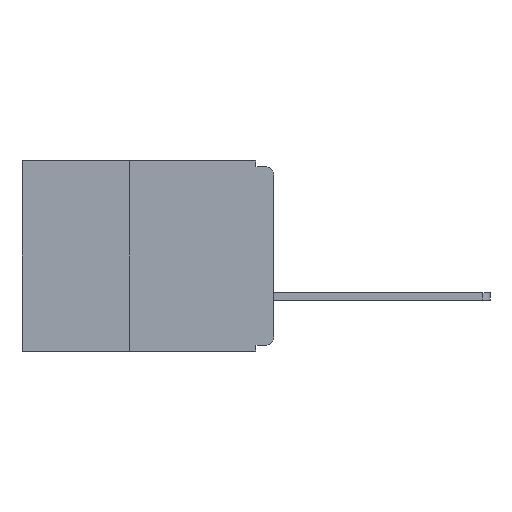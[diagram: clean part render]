
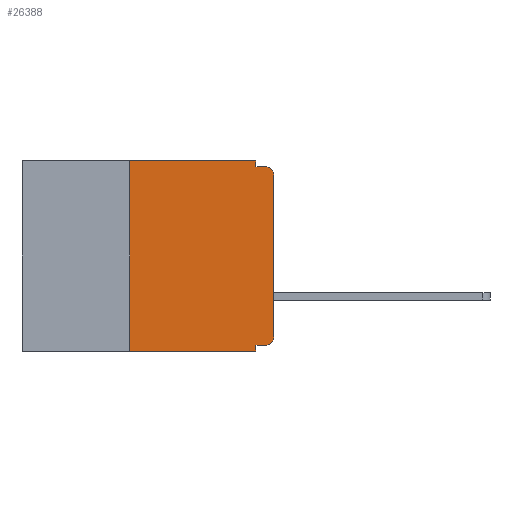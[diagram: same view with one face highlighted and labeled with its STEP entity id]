
A CAD part, left-side view. The second image highlights one B-rep face of the part: STEP entity #26388.
In plain terms, the highlighted planar face has unit normal (-1, 0, 0).
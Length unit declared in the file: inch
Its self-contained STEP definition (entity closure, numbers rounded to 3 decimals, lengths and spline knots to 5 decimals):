
#240 = AXIS2_PLACEMENT_3D ( 'NONE', #28229, #14959, #1443 ) ;
#363 = EDGE_CURVE ( 'NONE', #14776, #1184, #19818, .T. ) ;
#725 = VERTEX_POINT ( 'NONE', #25803 ) ;
#848 = ORIENTED_EDGE ( 'NONE', *, *, #8371, .F. ) ;
#990 = LINE ( 'NONE', #10425, #7071 ) ;
#1184 = VERTEX_POINT ( 'NONE', #19525 ) ;
#1443 = DIRECTION ( 'NONE',  ( 0., 0., -1. ) ) ;
#1941 = LINE ( 'NONE', #13285, #19866 ) ;
#2053 = DIRECTION ( 'NONE',  ( 0., -1., 0. ) ) ;
#2455 = ORIENTED_EDGE ( 'NONE', *, *, #4979, .F. ) ;
#3764 = CARTESIAN_POINT ( 'NONE',  ( 0., 0.25, -0.33 ) ) ;
#4480 = VERTEX_POINT ( 'NONE', #12615 ) ;
#4693 = CARTESIAN_POINT ( 'NONE',  ( 0., 0.031, 0. ) ) ;
#4787 = EDGE_CURVE ( 'NONE', #6322, #19397, #23818, .T. ) ;
#4979 = EDGE_CURVE ( 'NONE', #14776, #8699, #990, .T. ) ;
#5871 = VECTOR ( 'NONE', #6491, 39.37008 ) ;
#6183 = VECTOR ( 'NONE', #16036, 39.37008 ) ;
#6322 = VERTEX_POINT ( 'NONE', #3764 ) ;
#6400 = ORIENTED_EDGE ( 'NONE', *, *, #363, .T. ) ;
#6491 = DIRECTION ( 'NONE',  ( 0., 0., -1. ) ) ;
#6571 = VECTOR ( 'NONE', #11306, 39.37008 ) ;
#7071 = VECTOR ( 'NONE', #10329, 39.37008 ) ;
#7432 = EDGE_CURVE ( 'NONE', #1184, #22263, #26095, .T. ) ;
#8248 = ORIENTED_EDGE ( 'NONE', *, *, #19941, .F. ) ;
#8371 = EDGE_CURVE ( 'NONE', #6322, #4480, #23992, .T. ) ;
#8375 = VECTOR ( 'NONE', #25641, 39.37008 ) ;
#8555 = CARTESIAN_POINT ( 'NONE',  ( 0., 0.437, 0. ) ) ;
#8699 = VERTEX_POINT ( 'NONE', #11489 ) ;
#10154 = ORIENTED_EDGE ( 'NONE', *, *, #12244, .T. ) ;
#10329 = DIRECTION ( 'NONE',  ( 0., 1., 0. ) ) ;
#10425 = CARTESIAN_POINT ( 'NONE',  ( 0., 0., -0.32 ) ) ;
#11306 = DIRECTION ( 'NONE',  ( 0., -1., 0. ) ) ;
#11489 = CARTESIAN_POINT ( 'NONE',  ( 0., 0.031, -0.32 ) ) ;
#11963 = VECTOR ( 'NONE', #19728, 39.37008 ) ;
#12244 = EDGE_CURVE ( 'NONE', #22263, #17012, #28628, .T. ) ;
#12615 = CARTESIAN_POINT ( 'NONE',  ( 0., 0.25, 0. ) ) ;
#13040 = DIRECTION ( 'NONE',  ( 1., 0., 0. ) ) ;
#13285 = CARTESIAN_POINT ( 'NONE',  ( 0., 0.437, 0. ) ) ;
#13774 = CARTESIAN_POINT ( 'NONE',  ( 0., 0.25, -0.33 ) ) ;
#14342 = EDGE_CURVE ( 'NONE', #23715, #725, #18493, .T. ) ;
#14776 = VERTEX_POINT ( 'NONE', #21701 ) ;
#14959 = DIRECTION ( 'NONE',  ( -1., 0., 0. ) ) ;
#15203 = PLANE ( 'NONE',  #15922 ) ;
#15887 = AXIS2_PLACEMENT_3D ( 'NONE', #27636, #16505, #20359 ) ;
#15922 = AXIS2_PLACEMENT_3D ( 'NONE', #8555, #13040, #28576 ) ;
#16036 = DIRECTION ( 'NONE',  ( 0., 0., 1. ) ) ;
#16505 = DIRECTION ( 'NONE',  ( -1., 0., 0. ) ) ;
#17012 = VERTEX_POINT ( 'NONE', #25329 ) ;
#17494 = EDGE_LOOP ( 'NONE', ( #25271, #10154, #23350, #19975, #18706, #848, #26050, #8248, #2455, #6400 ) ) ;
#17645 = CARTESIAN_POINT ( 'NONE',  ( 0., 0.031, 0. ) ) ;
#17778 = LINE ( 'NONE', #26857, #6571 ) ;
#17802 = LINE ( 'NONE', #25169, #28864 ) ;
#18493 = LINE ( 'NONE', #17645, #5871 ) ;
#18706 = ORIENTED_EDGE ( 'NONE', *, *, #20931, .F. ) ;
#19011 = CARTESIAN_POINT ( 'NONE',  ( 0., 0.437, -0.33 ) ) ;
#19397 = VERTEX_POINT ( 'NONE', #28496 ) ;
#19525 = CARTESIAN_POINT ( 'NONE',  ( 0., 0., -0.305 ) ) ;
#19728 = DIRECTION ( 'NONE',  ( 0., -1., 0. ) ) ;
#19818 = CIRCLE ( 'NONE', #15887, 0.015 ) ;
#19866 = VECTOR ( 'NONE', #2053, 39.37008 ) ;
#19941 = EDGE_CURVE ( 'NONE', #8699, #19397, #17802, .T. ) ;
#19975 = ORIENTED_EDGE ( 'NONE', *, *, #14342, .F. ) ;
#20359 = DIRECTION ( 'NONE',  ( 0., 0., -1. ) ) ;
#20931 = EDGE_CURVE ( 'NONE', #4480, #23715, #1941, .T. ) ;
#21012 = EDGE_CURVE ( 'NONE', #725, #17012, #17778, .T. ) ;
#21701 = CARTESIAN_POINT ( 'NONE',  ( 0., 0.015, -0.32 ) ) ;
#22263 = VERTEX_POINT ( 'NONE', #22845 ) ;
#22845 = CARTESIAN_POINT ( 'NONE',  ( 0., 0., -0.025 ) ) ;
#23350 = ORIENTED_EDGE ( 'NONE', *, *, #21012, .F. ) ;
#23455 = CARTESIAN_POINT ( 'NONE',  ( 0., 0., 0. ) ) ;
#23715 = VERTEX_POINT ( 'NONE', #4693 ) ;
#23818 = LINE ( 'NONE', #19011, #11963 ) ;
#23992 = LINE ( 'NONE', #13774, #6183 ) ;
#24879 = FACE_OUTER_BOUND ( 'NONE', #17494, .T. ) ;
#25169 = CARTESIAN_POINT ( 'NONE',  ( 0., 0.031, -0.33 ) ) ;
#25271 = ORIENTED_EDGE ( 'NONE', *, *, #7432, .T. ) ;
#25329 = CARTESIAN_POINT ( 'NONE',  ( 0., 0.015, -0.01 ) ) ;
#25641 = DIRECTION ( 'NONE',  ( 0., 0., 1. ) ) ;
#25803 = CARTESIAN_POINT ( 'NONE',  ( 0., 0.031, -0.01 ) ) ;
#26050 = ORIENTED_EDGE ( 'NONE', *, *, #4787, .T. ) ;
#26095 = LINE ( 'NONE', #23455, #8375 ) ;
#26388 = ADVANCED_FACE ( 'NONE', ( #24879 ), #15203, .F. ) ;
#26857 = CARTESIAN_POINT ( 'NONE',  ( 0., 0., -0.01 ) ) ;
#27384 = DIRECTION ( 'NONE',  ( 0., 0., -1. ) ) ;
#27636 = CARTESIAN_POINT ( 'NONE',  ( 0., 0.015, -0.305 ) ) ;
#28229 = CARTESIAN_POINT ( 'NONE',  ( 0., 0.015, -0.025 ) ) ;
#28496 = CARTESIAN_POINT ( 'NONE',  ( 0., 0.031, -0.33 ) ) ;
#28576 = DIRECTION ( 'NONE',  ( 0., 0., -1. ) ) ;
#28628 = CIRCLE ( 'NONE', #240, 0.015 ) ;
#28864 = VECTOR ( 'NONE', #27384, 39.37008 ) ;
